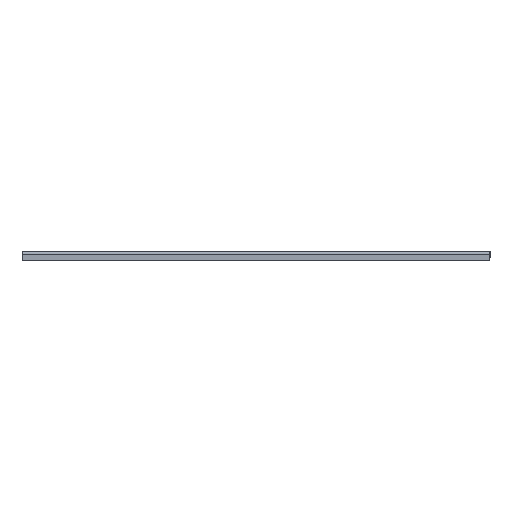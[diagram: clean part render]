
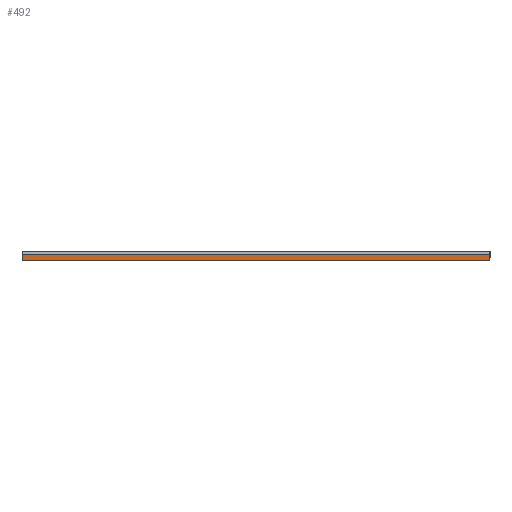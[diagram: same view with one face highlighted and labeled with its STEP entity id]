
A CAD part, front view. The second image highlights one B-rep face of the part: STEP entity #492.
In plain terms, the highlighted planar face has unit normal (0, -1, 0).
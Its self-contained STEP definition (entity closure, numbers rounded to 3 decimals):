
#492 = ADVANCED_FACE ( 'NONE', ( #12506 ), #26943, .F. ) ;
#1000 = ORIENTED_EDGE ( 'NONE', *, *, #22306, .T. ) ;
#1484 = VERTEX_POINT ( 'NONE', #25871 ) ;
#1703 = CARTESIAN_POINT ( 'NONE',  ( 404.8, -118.24, -8.04 ) ) ;
#2259 = CARTESIAN_POINT ( 'NONE',  ( -13.875, -118.24, -8.04 ) ) ;
#4862 = LINE ( 'NONE', #19166, #6446 ) ;
#6446 = VECTOR ( 'NONE', #21740, 1000. ) ;
#8131 = EDGE_CURVE ( 'NONE', #26295, #1484, #13013, .T. ) ;
#10152 = EDGE_CURVE ( 'NONE', #10967, #26295, #21496, .T. ) ;
#10554 = DIRECTION ( 'NONE',  ( 0., 0., -1. ) ) ;
#10967 = VERTEX_POINT ( 'NONE', #15812 ) ;
#11322 = CARTESIAN_POINT ( 'NONE',  ( -13.875, -118.24, -2.237 ) ) ;
#11694 = VECTOR ( 'NONE', #15367, 1000. ) ;
#12506 = FACE_OUTER_BOUND ( 'NONE', #19922, .T. ) ;
#12995 = LINE ( 'NONE', #2259, #21348 ) ;
#13013 = LINE ( 'NONE', #25019, #26257 ) ;
#13699 = VERTEX_POINT ( 'NONE', #11322 ) ;
#14425 = DIRECTION ( 'NONE',  ( 0., 1., 0. ) ) ;
#14951 = DIRECTION ( 'NONE',  ( -1., 0., 0. ) ) ;
#15367 = DIRECTION ( 'NONE',  ( 1., 0., 0. ) ) ;
#15708 = AXIS2_PLACEMENT_3D ( 'NONE', #25304, #14425, #14951 ) ;
#15812 = CARTESIAN_POINT ( 'NONE',  ( -13.875, -118.24, -8.04 ) ) ;
#16842 = DIRECTION ( 'NONE',  ( 0., 0., 1. ) ) ;
#16853 = EDGE_CURVE ( 'NONE', #13699, #1484, #4862, .T. ) ;
#17993 = CARTESIAN_POINT ( 'NONE',  ( 404.8, -118.24, -8.04 ) ) ;
#19166 = CARTESIAN_POINT ( 'NONE',  ( 0., -118.24, -2.237 ) ) ;
#19922 = EDGE_LOOP ( 'NONE', ( #20323, #1000, #24152, #20005 ) ) ;
#20005 = ORIENTED_EDGE ( 'NONE', *, *, #8131, .T. ) ;
#20323 = ORIENTED_EDGE ( 'NONE', *, *, #16853, .F. ) ;
#21348 = VECTOR ( 'NONE', #10554, 1000. ) ;
#21496 = LINE ( 'NONE', #1703, #11694 ) ;
#21740 = DIRECTION ( 'NONE',  ( 1., 0., 0. ) ) ;
#22306 = EDGE_CURVE ( 'NONE', #13699, #10967, #12995, .T. ) ;
#24152 = ORIENTED_EDGE ( 'NONE', *, *, #10152, .T. ) ;
#25019 = CARTESIAN_POINT ( 'NONE',  ( 404.8, -118.24, 9.61 ) ) ;
#25304 = CARTESIAN_POINT ( 'NONE',  ( 0., -118.24, 115.16 ) ) ;
#25871 = CARTESIAN_POINT ( 'NONE',  ( 404.8, -118.24, -2.237 ) ) ;
#26257 = VECTOR ( 'NONE', #16842, 1000. ) ;
#26295 = VERTEX_POINT ( 'NONE', #17993 ) ;
#26943 = PLANE ( 'NONE',  #15708 ) ;
